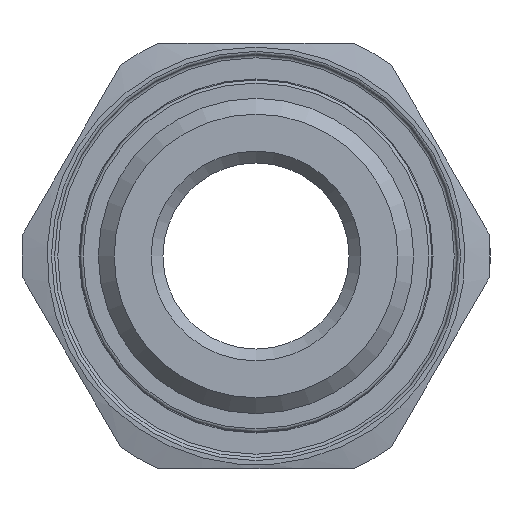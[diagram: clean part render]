
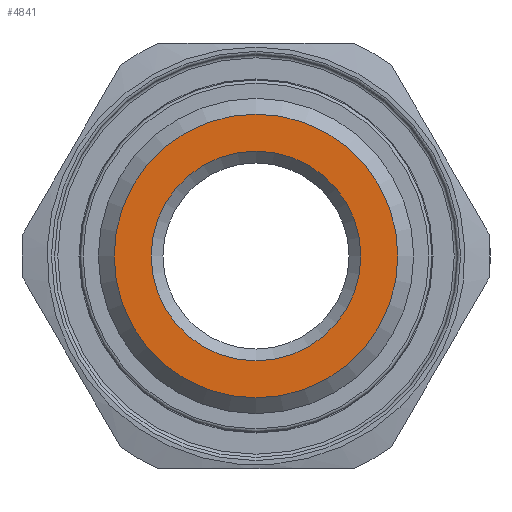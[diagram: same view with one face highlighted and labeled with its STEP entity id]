
A CAD part, left-side view. The second image highlights one B-rep face of the part: STEP entity #4841.
In plain terms, the highlighted planar face has unit normal (-1, 0, 0).
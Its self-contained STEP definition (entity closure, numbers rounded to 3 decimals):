
#215 = ORIENTED_EDGE ( 'NONE', *, *, #5087, .T. ) ;
#1054 = AXIS2_PLACEMENT_3D ( 'NONE', #6603, #3774, #5832 ) ;
#1218 = EDGE_LOOP ( 'NONE', ( #215 ) ) ;
#2590 = CARTESIAN_POINT ( 'NONE',  ( 0., 0., -6.65 ) ) ;
#2970 = CIRCLE ( 'NONE', #1054, 6.65 ) ;
#3270 = VERTEX_POINT ( 'NONE', #2590 ) ;
#3449 = FACE_OUTER_BOUND ( 'NONE', #1218, .T. ) ;
#3495 = CARTESIAN_POINT ( 'NONE',  ( 0., 0., 0. ) ) ;
#3774 = DIRECTION ( 'NONE',  ( 1., 0., 0. ) ) ;
#3812 = AXIS2_PLACEMENT_3D ( 'NONE', #5023, #5708, #5048 ) ;
#4657 = EDGE_CURVE ( 'NONE', #3270, #3270, #2970, .T. ) ;
#4841 = ADVANCED_FACE ( 'NONE', ( #3449, #7141 ), #9311, .F. ) ;
#5023 = CARTESIAN_POINT ( 'NONE',  ( 0., 0., 0. ) ) ;
#5048 = DIRECTION ( 'NONE',  ( 0., 0., -1. ) ) ;
#5087 = EDGE_CURVE ( 'NONE', #5172, #5172, #8024, .T. ) ;
#5172 = VERTEX_POINT ( 'NONE', #6332 ) ;
#5265 = AXIS2_PLACEMENT_3D ( 'NONE', #3495, #8496, #7092 ) ;
#5708 = DIRECTION ( 'NONE',  ( 1., 0., 0. ) ) ;
#5832 = DIRECTION ( 'NONE',  ( 0., 0., -1. ) ) ;
#6332 = CARTESIAN_POINT ( 'NONE',  ( 0., 0., -9. ) ) ;
#6603 = CARTESIAN_POINT ( 'NONE',  ( 0., 0., 0. ) ) ;
#7092 = DIRECTION ( 'NONE',  ( 0., 0., -1. ) ) ;
#7141 = FACE_BOUND ( 'NONE', #8638, .T. ) ;
#8024 = CIRCLE ( 'NONE', #5265, 9. ) ;
#8331 = ORIENTED_EDGE ( 'NONE', *, *, #4657, .T. ) ;
#8496 = DIRECTION ( 'NONE',  ( -1., 0., 0. ) ) ;
#8638 = EDGE_LOOP ( 'NONE', ( #8331 ) ) ;
#9311 = PLANE ( 'NONE',  #3812 ) ;
